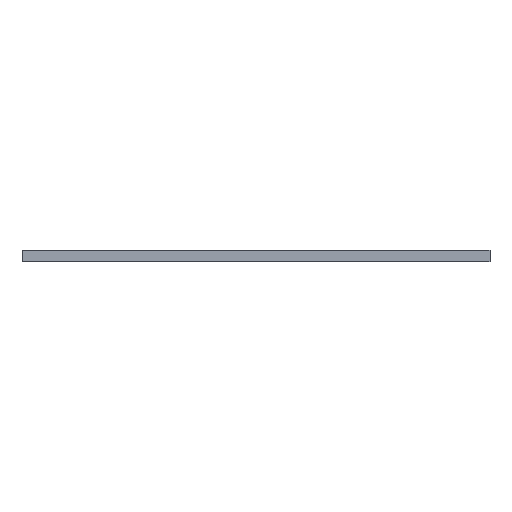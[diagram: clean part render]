
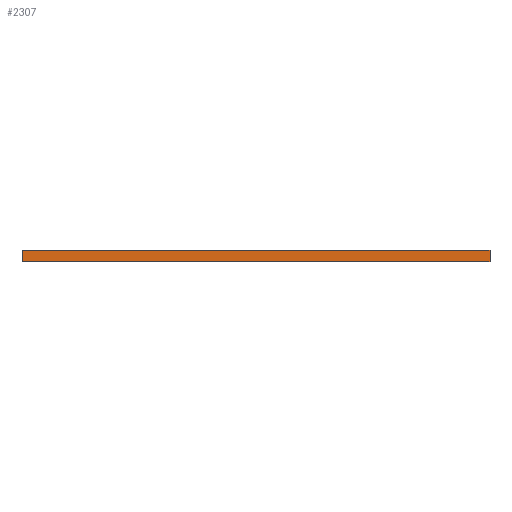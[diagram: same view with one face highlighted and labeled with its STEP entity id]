
A CAD part, front view. The second image highlights one B-rep face of the part: STEP entity #2307.
In plain terms, the highlighted planar face has unit normal (0, -1, 0).
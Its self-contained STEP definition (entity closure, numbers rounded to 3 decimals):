
#203=FACE_OUTER_BOUND('',#321,.T.);
#321=EDGE_LOOP('',(#1559,#1560,#1561,#1562,#1563,#1564));
#470=LINE('',#3373,#716);
#478=LINE('',#3390,#724);
#479=LINE('',#3391,#725);
#480=LINE('',#3393,#726);
#481=LINE('',#3395,#727);
#482=LINE('',#3396,#728);
#716=VECTOR('',#2676,10.);
#724=VECTOR('',#2690,10.);
#725=VECTOR('',#2691,10.);
#726=VECTOR('',#2692,10.);
#727=VECTOR('',#2693,10.);
#728=VECTOR('',#2694,10.);
#959=VERTEX_POINT('',#3370);
#960=VERTEX_POINT('',#3372);
#965=VERTEX_POINT('',#3388);
#966=VERTEX_POINT('',#3389);
#967=VERTEX_POINT('',#3392);
#968=VERTEX_POINT('',#3394);
#1196=EDGE_CURVE('',#959,#960,#470,.T.);
#1204=EDGE_CURVE('',#965,#966,#478,.T.);
#1205=EDGE_CURVE('',#966,#960,#479,.T.);
#1206=EDGE_CURVE('',#967,#959,#480,.T.);
#1207=EDGE_CURVE('',#967,#968,#481,.T.);
#1208=EDGE_CURVE('',#968,#965,#482,.T.);
#1559=ORIENTED_EDGE('',*,*,#1204,.T.);
#1560=ORIENTED_EDGE('',*,*,#1205,.T.);
#1561=ORIENTED_EDGE('',*,*,#1196,.F.);
#1562=ORIENTED_EDGE('',*,*,#1206,.F.);
#1563=ORIENTED_EDGE('',*,*,#1207,.T.);
#1564=ORIENTED_EDGE('',*,*,#1208,.T.);
#2241=PLANE('',#2439);
#2307=ADVANCED_FACE('',(#203),#2241,.T.);
#2439=AXIS2_PLACEMENT_3D('',#3387,#2688,#2689);
#2676=DIRECTION('',(0.,0.,-1.));
#2688=DIRECTION('center_axis',(0.,-1.,0.));
#2689=DIRECTION('ref_axis',(0.,0.,-1.));
#2690=DIRECTION('',(1.,0.,0.));
#2691=DIRECTION('',(1.,0.,0.));
#2692=DIRECTION('',(1.,0.,0.));
#2693=DIRECTION('',(-1.,0.,0.));
#2694=DIRECTION('',(0.,0.,-1.));
#3370=CARTESIAN_POINT('',(60.15,-98.25,1.6));
#3372=CARTESIAN_POINT('',(60.15,-98.25,0.));
#3373=CARTESIAN_POINT('',(60.15,-98.25,0.));
#3387=CARTESIAN_POINT('Origin',(0.,-98.25,0.));
#3388=CARTESIAN_POINT('',(-3.,-98.25,0.));
#3389=CARTESIAN_POINT('',(19.05,-98.25,0.));
#3390=CARTESIAN_POINT('',(0.,-98.25,0.));
#3391=CARTESIAN_POINT('',(0.,-98.25,0.));
#3392=CARTESIAN_POINT('',(19.05,-98.25,1.6));
#3393=CARTESIAN_POINT('',(57.15,-98.25,1.6));
#3394=CARTESIAN_POINT('',(-3.,-98.25,1.6));
#3395=CARTESIAN_POINT('',(0.,-98.25,1.6));
#3396=CARTESIAN_POINT('',(-3.,-98.25,0.));
